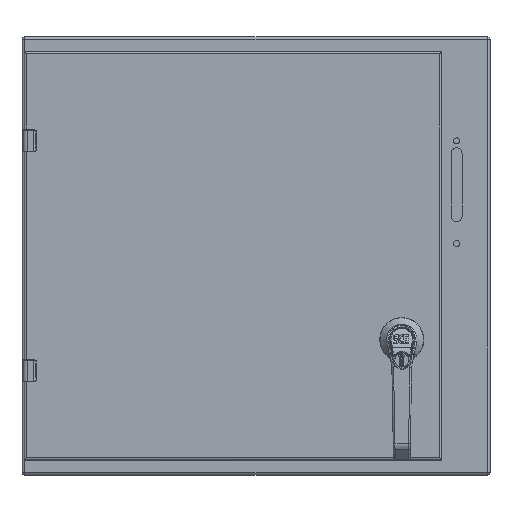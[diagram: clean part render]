
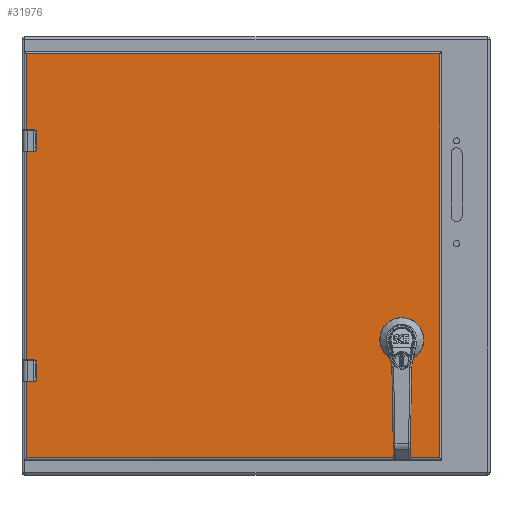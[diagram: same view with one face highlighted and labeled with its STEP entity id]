
A CAD part, top view. The second image highlights one B-rep face of the part: STEP entity #31976.
In plain terms, the highlighted planar face has unit normal (0, 0, 1).
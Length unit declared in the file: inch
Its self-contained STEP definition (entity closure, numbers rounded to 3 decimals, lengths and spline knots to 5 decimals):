
#2082 = DIRECTION ( 'NONE',  ( 1., 0., 0. ) ) ;
#2101 = FACE_OUTER_BOUND ( 'NONE', #70588, .T. ) ;
#2895 = VERTEX_POINT ( 'NONE', #75499 ) ;
#7234 = VERTEX_POINT ( 'NONE', #47146 ) ;
#7964 = EDGE_CURVE ( 'NONE', #74774, #7234, #102677, .T. ) ;
#29930 = VECTOR ( 'NONE', #113260, 39.37008 ) ;
#31976 = ADVANCED_FACE ( 'NONE', ( #2101 ), #72476, .T. ) ;
#39939 = CARTESIAN_POINT ( 'NONE',  ( 0., 18.433, 0. ) ) ;
#40592 = LINE ( 'NONE', #39939, #89974 ) ;
#42244 = CARTESIAN_POINT ( 'NONE',  ( 0., 0., 0. ) ) ;
#44553 = ORIENTED_EDGE ( 'NONE', *, *, #7964, .T. ) ;
#46511 = CARTESIAN_POINT ( 'NONE',  ( 0.017, 18.433, 0. ) ) ;
#47146 = CARTESIAN_POINT ( 'NONE',  ( 0.017, -0.017, 0. ) ) ;
#60582 = DIRECTION ( 'NONE',  ( 0., 1., 0. ) ) ;
#61144 = ORIENTED_EDGE ( 'NONE', *, *, #106056, .T. ) ;
#61335 = DIRECTION ( 'NONE',  ( 0., 0., 1. ) ) ;
#61944 = CARTESIAN_POINT ( 'NONE',  ( 0., -0.017, 0. ) ) ;
#70588 = EDGE_LOOP ( 'NONE', ( #108819, #84252, #61144, #44553 ) ) ;
#72476 = PLANE ( 'NONE',  #98389 ) ;
#73458 = VERTEX_POINT ( 'NONE', #46511 ) ;
#74774 = VERTEX_POINT ( 'NONE', #124794 ) ;
#75499 = CARTESIAN_POINT ( 'NONE',  ( -18.858, 18.433, 0. ) ) ;
#80303 = CARTESIAN_POINT ( 'NONE',  ( 0.017, 0., 0. ) ) ;
#80691 = DIRECTION ( 'NONE',  ( -1., 0., 0. ) ) ;
#80943 = LINE ( 'NONE', #80303, #105589 ) ;
#83032 = LINE ( 'NONE', #102112, #29930 ) ;
#84252 = ORIENTED_EDGE ( 'NONE', *, *, #98982, .T. ) ;
#89974 = VECTOR ( 'NONE', #80691, 39.37008 ) ;
#98389 = AXIS2_PLACEMENT_3D ( 'NONE', #42244, #61335, #113201 ) ;
#98982 = EDGE_CURVE ( 'NONE', #73458, #2895, #40592, .T. ) ;
#102112 = CARTESIAN_POINT ( 'NONE',  ( -18.858, 0., 0. ) ) ;
#102677 = LINE ( 'NONE', #61944, #107151 ) ;
#105589 = VECTOR ( 'NONE', #60582, 39.37008 ) ;
#106056 = EDGE_CURVE ( 'NONE', #2895, #74774, #83032, .T. ) ;
#107092 = EDGE_CURVE ( 'NONE', #7234, #73458, #80943, .T. ) ;
#107151 = VECTOR ( 'NONE', #2082, 39.37008 ) ;
#108819 = ORIENTED_EDGE ( 'NONE', *, *, #107092, .T. ) ;
#113201 = DIRECTION ( 'NONE',  ( 1., 0., 0. ) ) ;
#113260 = DIRECTION ( 'NONE',  ( 0., -1., 0. ) ) ;
#124794 = CARTESIAN_POINT ( 'NONE',  ( -18.858, -0.017, 0. ) ) ;
